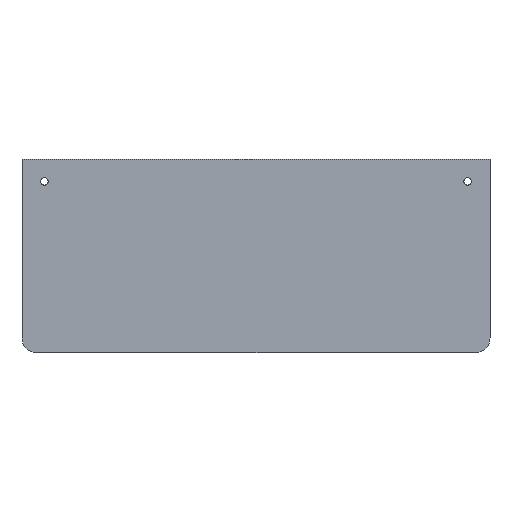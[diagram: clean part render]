
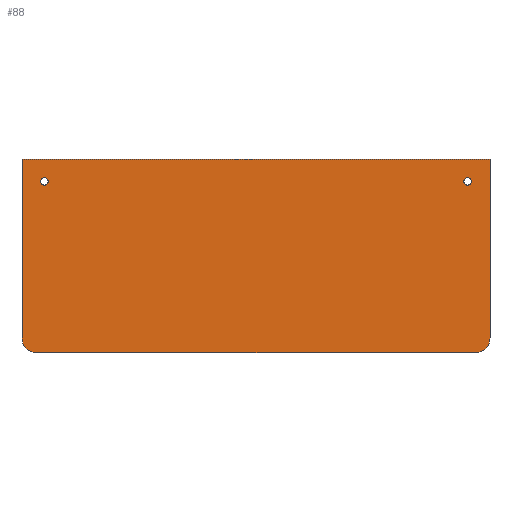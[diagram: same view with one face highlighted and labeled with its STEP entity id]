
A CAD part, top view. The second image highlights one B-rep face of the part: STEP entity #88.
In plain terms, the highlighted planar face has unit normal (0, 0, 1).
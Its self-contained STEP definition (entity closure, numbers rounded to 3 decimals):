
#66=FACE_BOUND('',#164,.T.);
#67=FACE_BOUND('',#165,.T.);
#68=FACE_BOUND('',#166,.T.);
#76=CIRCLE('',#513,2.5);
#77=CIRCLE('',#514,2.5);
#78=CIRCLE('',#515,10.);
#79=CIRCLE('',#516,10.);
#88=ADVANCED_FACE('',(#66,#67,#68),#116,.T.);
#116=PLANE('',#517);
#164=EDGE_LOOP('',(#210));
#165=EDGE_LOOP('',(#211));
#166=EDGE_LOOP('',(#212,#213,#214,#215,#216,#217));
#210=ORIENTED_EDGE('',*,*,#364,.T.);
#211=ORIENTED_EDGE('',*,*,#365,.T.);
#212=ORIENTED_EDGE('',*,*,#352,.T.);
#213=ORIENTED_EDGE('',*,*,#366,.T.);
#214=ORIENTED_EDGE('',*,*,#354,.T.);
#215=ORIENTED_EDGE('',*,*,#367,.T.);
#216=ORIENTED_EDGE('',*,*,#358,.T.);
#217=ORIENTED_EDGE('',*,*,#363,.T.);
#312=VERTEX_POINT('',#674);
#313=VERTEX_POINT('',#676);
#314=VERTEX_POINT('',#680);
#315=VERTEX_POINT('',#681);
#318=VERTEX_POINT('',#689);
#319=VERTEX_POINT('',#690);
#322=VERTEX_POINT('',#701);
#323=VERTEX_POINT('',#703);
#352=EDGE_CURVE('',#313,#312,#410,.T.);
#354=EDGE_CURVE('',#314,#315,#412,.T.);
#358=EDGE_CURVE('',#318,#319,#416,.T.);
#363=EDGE_CURVE('',#319,#313,#421,.T.);
#364=EDGE_CURVE('',#322,#322,#76,.T.);
#365=EDGE_CURVE('',#323,#323,#77,.T.);
#366=EDGE_CURVE('',#312,#314,#78,.T.);
#367=EDGE_CURVE('',#315,#318,#79,.T.);
#410=LINE('',#675,#460);
#412=LINE('',#679,#462);
#416=LINE('',#688,#466);
#421=LINE('',#698,#471);
#460=VECTOR('',#549,1.);
#462=VECTOR('',#553,1.);
#466=VECTOR('',#559,1.);
#471=VECTOR('',#566,1.);
#513=AXIS2_PLACEMENT_3D('',#700,#569,#570);
#514=AXIS2_PLACEMENT_3D('',#702,#571,#572);
#515=AXIS2_PLACEMENT_3D('',#704,#573,#574);
#516=AXIS2_PLACEMENT_3D('',#705,#575,#576);
#517=AXIS2_PLACEMENT_3D('',#706,#577,#578);
#549=DIRECTION('',(0.,-1.,0.));
#553=DIRECTION('',(1.,0.,0.));
#559=DIRECTION('',(0.,1.,0.));
#566=DIRECTION('',(-1.,0.,0.));
#569=DIRECTION('',(0.,0.,-1.));
#570=DIRECTION('',(-1.,0.,0.));
#571=DIRECTION('',(0.,0.,-1.));
#572=DIRECTION('',(-1.,0.,0.));
#573=DIRECTION('',(0.,0.,1.));
#574=DIRECTION('',(1.,0.,0.));
#575=DIRECTION('',(0.,0.,1.));
#576=DIRECTION('',(1.,0.,0.));
#577=DIRECTION('',(0.,0.,1.));
#578=DIRECTION('',(1.,0.,0.));
#674=CARTESIAN_POINT('',(-157.,-55.,0.3));
#675=CARTESIAN_POINT('',(-157.,65.,0.3));
#676=CARTESIAN_POINT('',(-157.,65.,0.3));
#679=CARTESIAN_POINT('',(-157.,-65.,0.3));
#680=CARTESIAN_POINT('',(-147.,-65.,0.3));
#681=CARTESIAN_POINT('',(147.,-65.,0.3));
#688=CARTESIAN_POINT('',(157.,-65.,0.3));
#689=CARTESIAN_POINT('',(157.,-55.,0.3));
#690=CARTESIAN_POINT('',(157.,65.,0.3));
#698=CARTESIAN_POINT('',(157.,65.,0.3));
#700=CARTESIAN_POINT('',(-142.,50.,0.3));
#701=CARTESIAN_POINT('',(-144.5,50.,0.3));
#702=CARTESIAN_POINT('',(142.,50.,0.3));
#703=CARTESIAN_POINT('',(139.5,50.,0.3));
#704=CARTESIAN_POINT('',(-147.,-55.,0.3));
#705=CARTESIAN_POINT('',(147.,-55.,0.3));
#706=CARTESIAN_POINT('',(0.,0.,0.3));
